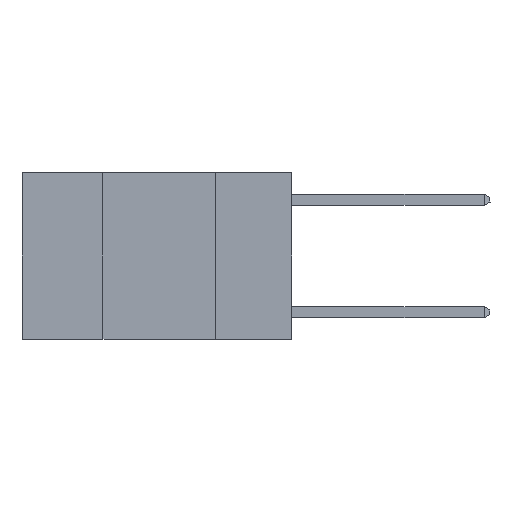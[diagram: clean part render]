
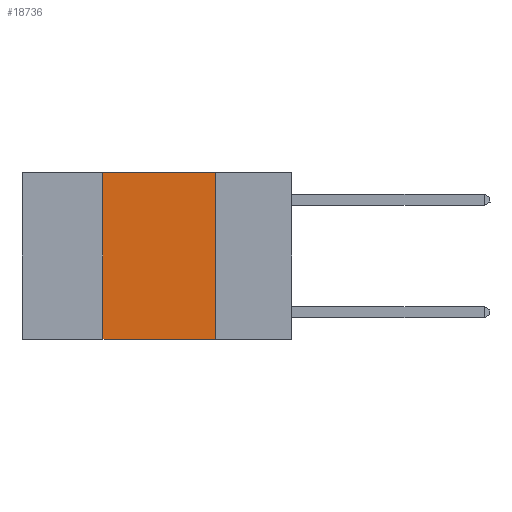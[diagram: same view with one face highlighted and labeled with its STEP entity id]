
A CAD part, left-side view. The second image highlights one B-rep face of the part: STEP entity #18736.
In plain terms, the highlighted planar face has unit normal (-1, 0, 0).
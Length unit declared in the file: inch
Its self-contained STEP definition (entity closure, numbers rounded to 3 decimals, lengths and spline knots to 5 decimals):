
#1061 = VERTEX_POINT ( 'NONE', #23553 ) ;
#1279 = EDGE_CURVE ( 'NONE', #14028, #23848, #9462, .T. ) ;
#1855 = CARTESIAN_POINT ( 'NONE',  ( 0., 0.42, 0. ) ) ;
#3104 = ORIENTED_EDGE ( 'NONE', *, *, #1279, .F. ) ;
#4716 = CARTESIAN_POINT ( 'NONE',  ( 0., 0.6, 0. ) ) ;
#5173 = CARTESIAN_POINT ( 'NONE',  ( 0., 0.17, 0. ) ) ;
#5821 = CARTESIAN_POINT ( 'NONE',  ( 0., 0.6, -0.37 ) ) ;
#6878 = LINE ( 'NONE', #5821, #11925 ) ;
#8401 = CARTESIAN_POINT ( 'NONE',  ( 0., 0.42, 0. ) ) ;
#8956 = PLANE ( 'NONE',  #17334 ) ;
#9462 = LINE ( 'NONE', #5173, #18390 ) ;
#9823 = ORIENTED_EDGE ( 'NONE', *, *, #16399, .F. ) ;
#10457 = DIRECTION ( 'NONE',  ( 0., -1., 0. ) ) ;
#10851 = DIRECTION ( 'NONE',  ( 1., 0., 0. ) ) ;
#11925 = VECTOR ( 'NONE', #15287, 39.37008 ) ;
#12143 = CARTESIAN_POINT ( 'NONE',  ( 0., 0.17, 0. ) ) ;
#12738 = FACE_OUTER_BOUND ( 'NONE', #23608, .T. ) ;
#12940 = VECTOR ( 'NONE', #10457, 39.37008 ) ;
#13026 = ORIENTED_EDGE ( 'NONE', *, *, #14661, .F. ) ;
#14028 = VERTEX_POINT ( 'NONE', #12143 ) ;
#14661 = EDGE_CURVE ( 'NONE', #19974, #14028, #18028, .T. ) ;
#14683 = VECTOR ( 'NONE', #19074, 39.37008 ) ;
#15287 = DIRECTION ( 'NONE',  ( 0., -1., 0. ) ) ;
#16399 = EDGE_CURVE ( 'NONE', #1061, #19974, #19669, .T. ) ;
#17334 = AXIS2_PLACEMENT_3D ( 'NONE', #22133, #10851, #23973 ) ;
#17673 = EDGE_CURVE ( 'NONE', #1061, #23848, #6878, .T. ) ;
#18028 = LINE ( 'NONE', #4716, #12940 ) ;
#18390 = VECTOR ( 'NONE', #22166, 39.37008 ) ;
#18736 = ADVANCED_FACE ( 'NONE', ( #12738 ), #8956, .F. ) ;
#19074 = DIRECTION ( 'NONE',  ( 0., 0., 1. ) ) ;
#19669 = LINE ( 'NONE', #1855, #14683 ) ;
#19890 = ORIENTED_EDGE ( 'NONE', *, *, #17673, .T. ) ;
#19974 = VERTEX_POINT ( 'NONE', #8401 ) ;
#21203 = CARTESIAN_POINT ( 'NONE',  ( 0., 0.17, -0.37 ) ) ;
#22133 = CARTESIAN_POINT ( 'NONE',  ( 0., 0.6, 0. ) ) ;
#22166 = DIRECTION ( 'NONE',  ( 0., 0., -1. ) ) ;
#23553 = CARTESIAN_POINT ( 'NONE',  ( 0., 0.42, -0.37 ) ) ;
#23608 = EDGE_LOOP ( 'NONE', ( #3104, #13026, #9823, #19890 ) ) ;
#23848 = VERTEX_POINT ( 'NONE', #21203 ) ;
#23973 = DIRECTION ( 'NONE',  ( 0., 0., -1. ) ) ;
